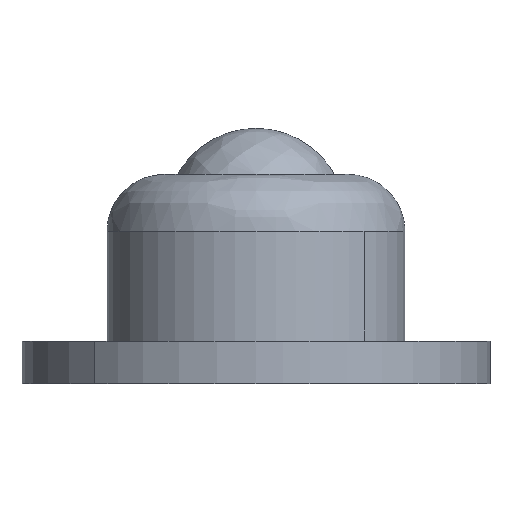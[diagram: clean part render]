
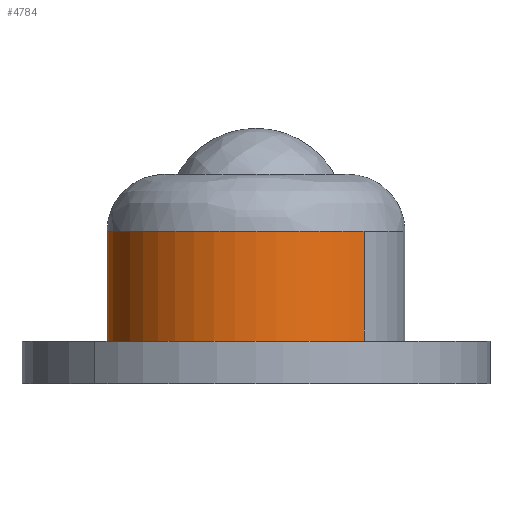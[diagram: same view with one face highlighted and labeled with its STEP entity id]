
A CAD part, front view. The second image highlights one B-rep face of the part: STEP entity #4784.
In plain terms, the highlighted free-form (B-spline) face has degree [2, 1] with [5, 2] control points.
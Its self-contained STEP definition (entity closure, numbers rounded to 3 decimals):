
#778=CARTESIAN_POINT('',(-21.,0.,21.5));
#779=VERTEX_POINT('',#778);
#834=CARTESIAN_POINT('',(-15.233,14.455,21.5));
#835=VERTEX_POINT('',#834);
#847=CARTESIAN_POINT('',(-21.,0.,21.5));
#848=CARTESIAN_POINT('',(-21.,0.913,21.5));
#849=CARTESIAN_POINT('',(-20.875,2.823,21.5));
#850=CARTESIAN_POINT('',(-20.3,5.637,21.5));
#851=CARTESIAN_POINT('',(-19.367,8.265,21.5));
#852=CARTESIAN_POINT('',(-17.827,11.308,21.5));
#853=CARTESIAN_POINT('',(-16.348,13.281,21.5));
#854=CARTESIAN_POINT('',(-15.233,14.455,21.5));
#855=B_SPLINE_CURVE_WITH_KNOTS('',3,(#847,#848,#849,#850,#851,#852,#853,#854),.UNSPECIFIED.,.F.,.U.,(4,1,1,1,1,4),(0.,2.74,5.73,8.595,11.086,15.944),.UNSPECIFIED.);
#856=EDGE_CURVE('',#779,#835,#855,.T.);
#891=CARTESIAN_POINT('',(0.,-21.,21.5));
#892=VERTEX_POINT('',#891);
#893=CARTESIAN_POINT('',(0.,-21.,21.5));
#894=CARTESIAN_POINT('',(-0.988,-21.,21.5));
#895=CARTESIAN_POINT('',(-2.878,-20.866,21.5));
#896=CARTESIAN_POINT('',(-5.322,-20.357,21.5));
#897=CARTESIAN_POINT('',(-8.021,-19.483,21.5));
#898=CARTESIAN_POINT('',(-10.701,-18.186,21.5));
#899=CARTESIAN_POINT('',(-13.19,-16.41,21.5));
#900=CARTESIAN_POINT('',(-15.249,-14.52,21.5));
#901=CARTESIAN_POINT('',(-17.254,-12.153,21.5));
#902=CARTESIAN_POINT('',(-18.892,-9.362,21.5));
#903=CARTESIAN_POINT('',(-19.954,-6.682,21.5));
#904=CARTESIAN_POINT('',(-20.759,-3.737,21.5));
#905=CARTESIAN_POINT('',(-21.,-1.503,21.5));
#906=CARTESIAN_POINT('',(-21.,0.,21.5));
#907=B_SPLINE_CURVE_WITH_KNOTS('',3,(#893,#894,#895,#896,#897,#898,#899,#900,#901,#902,#903,#904,#905,#906),.UNSPECIFIED.,.F.,.U.,(4,1,1,1,1,1,1,1,1,1,1,4),(0.,2.964,5.67,7.474,11.468,14.561,16.622,19.844,23.838,26.286,28.477,32.987),.UNSPECIFIED.);
#908=EDGE_CURVE('',#892,#779,#907,.T.);
#910=CARTESIAN_POINT('',(15.233,-14.455,21.5));
#911=VERTEX_POINT('',#910);
#912=CARTESIAN_POINT('',(15.233,-14.455,21.5));
#913=CARTESIAN_POINT('',(14.408,-15.325,21.5));
#914=CARTESIAN_POINT('',(13.042,-16.537,21.5));
#915=CARTESIAN_POINT('',(10.91,-17.984,21.5));
#916=CARTESIAN_POINT('',(8.84,-19.108,21.5));
#917=CARTESIAN_POINT('',(6.396,-20.068,21.5));
#918=CARTESIAN_POINT('',(3.373,-20.81,21.5));
#919=CARTESIAN_POINT('',(1.243,-21.,21.5));
#920=CARTESIAN_POINT('',(0.,-21.,21.5));
#921=B_SPLINE_CURVE_WITH_KNOTS('',3,(#912,#913,#914,#915,#916,#917,#918,#919,#920),.UNSPECIFIED.,.F.,.U.,(4,1,1,1,1,1,4),(0.,3.595,5.459,7.723,10.652,13.315,17.043),.UNSPECIFIED.);
#922=EDGE_CURVE('',#911,#892,#921,.T.);
#4650=CARTESIAN_POINT('',(-15.233,14.455,6.));
#4651=VERTEX_POINT('',#4650);
#4666=CARTESIAN_POINT('',(-15.233,14.455,21.5));
#4667=CARTESIAN_POINT('',(-15.233,14.455,6.));
#4668=QUASI_UNIFORM_CURVE('',1,(#4666,#4667),.UNSPECIFIED.,.F.,.U.);
#4669=EDGE_CURVE('',#835,#4651,#4668,.T.);
#4674=CARTESIAN_POINT('',(15.233,-14.455,6.));
#4675=VERTEX_POINT('',#4674);
#4676=CARTESIAN_POINT('',(15.233,-14.455,21.5));
#4677=CARTESIAN_POINT('',(15.233,-14.455,6.));
#4678=QUASI_UNIFORM_CURVE('',1,(#4676,#4677),.UNSPECIFIED.,.F.,.U.);
#4679=EDGE_CURVE('',#911,#4675,#4678,.T.);
#4715=CARTESIAN_POINT('',(15.233,-14.455,21.887));
#4716=CARTESIAN_POINT('',(0.777,-29.688,21.887));
#4717=CARTESIAN_POINT('',(-14.455,-15.233,21.887));
#4718=CARTESIAN_POINT('',(-29.688,-0.777,21.887));
#4719=CARTESIAN_POINT('',(-15.233,14.455,21.887));
#4720=CARTESIAN_POINT('',(15.233,-14.455,5.603));
#4721=CARTESIAN_POINT('',(0.777,-29.688,5.603));
#4722=CARTESIAN_POINT('',(-14.455,-15.233,5.603));
#4723=CARTESIAN_POINT('',(-29.688,-0.777,5.603));
#4724=CARTESIAN_POINT('',(-15.233,14.455,5.603));
#4732=(BOUNDED_SURFACE()B_SPLINE_SURFACE(2,1,((#4715,#4720),(#4716,#4721),(#4717,#4722),(#4718,#4723),(#4719,#4724)),.UNSPECIFIED.,.F.,.F.,.U.)B_SPLINE_SURFACE_WITH_KNOTS((3,2,3),(2,2),(0.0,34.794,69.588),(0.0,16.285),.UNSPECIFIED.)GEOMETRIC_REPRESENTATION_ITEM()RATIONAL_B_SPLINE_SURFACE(((1.0,1.0),(0.707,0.707),(1.0,1.0),(0.707,0.707),(1.0,1.0)))REPRESENTATION_ITEM('')SURFACE());
#4733=CARTESIAN_POINT('',(-21.0,0.0,6.0));
#4734=VERTEX_POINT('',#4733);
#4735=CARTESIAN_POINT('',(-21.0,0.0,6.0));
#4736=CARTESIAN_POINT('',(-21.,1.038,6.));
#4737=CARTESIAN_POINT('',(-20.843,3.155,6.));
#4738=CARTESIAN_POINT('',(-20.173,6.078,6.));
#4739=CARTESIAN_POINT('',(-19.193,8.643,6.));
#4740=CARTESIAN_POINT('',(-17.705,11.478,6.));
#4741=CARTESIAN_POINT('',(-16.291,13.341,6.));
#4742=CARTESIAN_POINT('',(-15.233,14.455,6.));
#4743=B_SPLINE_CURVE_WITH_KNOTS('',3,(#4735,#4736,#4737,#4738,#4739,#4740,#4741,#4742),.UNSPECIFIED.,.F.,.U.,(4,1,1,1,1,4),(0.,3.114,6.353,8.968,11.335,15.944),.UNSPECIFIED.);
#4744=EDGE_CURVE('',#4734,#4651,#4743,.T.);
#4745=ORIENTED_EDGE('',*,*,#4744,.F.);
#4746=CARTESIAN_POINT('',(0.,-21.,6.0));
#4747=VERTEX_POINT('',#4746);
#4748=CARTESIAN_POINT('',(0.,-21.,6.0));
#4749=CARTESIAN_POINT('',(-1.16,-21.,6.));
#4750=CARTESIAN_POINT('',(-3.651,-20.793,6.));
#4751=CARTESIAN_POINT('',(-6.861,-19.937,6.));
#4752=CARTESIAN_POINT('',(-9.815,-18.638,6.));
#4753=CARTESIAN_POINT('',(-12.019,-17.289,6.));
#4754=CARTESIAN_POINT('',(-14.034,-15.677,6.));
#4755=CARTESIAN_POINT('',(-15.773,-13.948,6.));
#4756=CARTESIAN_POINT('',(-17.23,-12.081,6.));
#4757=CARTESIAN_POINT('',(-18.515,-9.995,6.));
#4758=CARTESIAN_POINT('',(-19.738,-7.431,6.));
#4759=CARTESIAN_POINT('',(-20.746,-3.994,6.));
#4760=CARTESIAN_POINT('',(-21.,-1.331,6.));
#4761=CARTESIAN_POINT('',(-21.0,0.0,6.0));
#4762=B_SPLINE_CURVE_WITH_KNOTS('',3,(#4748,#4749,#4750,#4751,#4752,#4753,#4754,#4755,#4756,#4757,#4758,#4759,#4760,#4761),.UNSPECIFIED.,.F.,.U.,(4,1,1,1,1,1,1,1,1,1,1,4),(0.,3.479,7.474,9.922,13.143,15.205,17.653,20.488,22.292,24.998,28.992,32.987),.UNSPECIFIED.);
#4763=EDGE_CURVE('',#4747,#4734,#4762,.T.);
#4764=ORIENTED_EDGE('',*,*,#4763,.F.);
#4765=CARTESIAN_POINT('',(15.233,-14.455,6.));
#4766=CARTESIAN_POINT('',(14.408,-15.325,6.));
#4767=CARTESIAN_POINT('',(12.609,-16.922,6.));
#4768=CARTESIAN_POINT('',(9.959,-18.564,6.));
#4769=CARTESIAN_POINT('',(7.482,-19.666,6.));
#4770=CARTESIAN_POINT('',(5.534,-20.291,6.));
#4771=CARTESIAN_POINT('',(3.018,-20.842,6.));
#4772=CARTESIAN_POINT('',(1.243,-21.,6.));
#4773=CARTESIAN_POINT('',(0.,-21.,6.0));
#4774=B_SPLINE_CURVE_WITH_KNOTS('',3,(#4765,#4766,#4767,#4768,#4769,#4770,#4771,#4772,#4773),.UNSPECIFIED.,.F.,.U.,(4,1,1,1,1,1,4),(0.,3.595,7.19,9.32,11.717,13.315,17.043),.UNSPECIFIED.);
#4775=EDGE_CURVE('',#4675,#4747,#4774,.T.);
#4776=ORIENTED_EDGE('',*,*,#4775,.F.);
#4777=ORIENTED_EDGE('',*,*,#4679,.F.);
#4778=ORIENTED_EDGE('',*,*,#922,.T.);
#4779=ORIENTED_EDGE('',*,*,#908,.T.);
#4780=ORIENTED_EDGE('',*,*,#856,.T.);
#4781=ORIENTED_EDGE('',*,*,#4669,.T.);
#4782=EDGE_LOOP('',(#4745,#4764,#4776,#4777,#4778,#4779,#4780,#4781));
#4783=FACE_OUTER_BOUND('',#4782,.T.);
#4784=ADVANCED_FACE('',(#4783),#4732,.T.);
